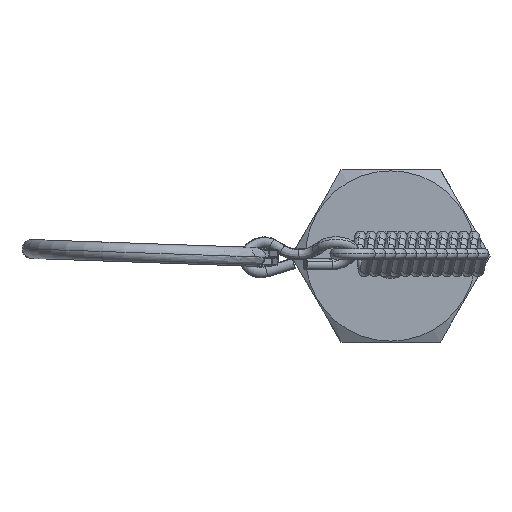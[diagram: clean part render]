
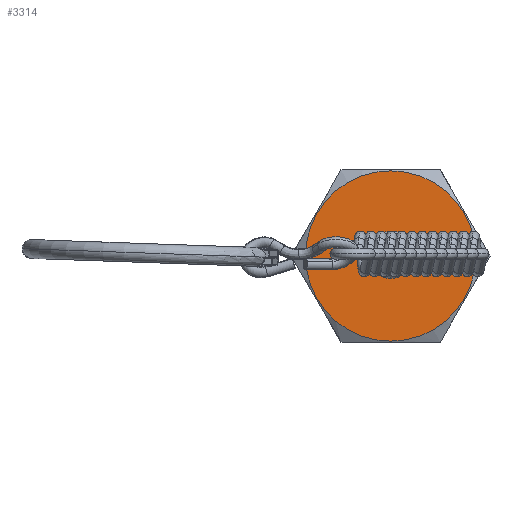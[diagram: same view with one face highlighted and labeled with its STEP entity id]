
A CAD part, left-side view. The second image highlights one B-rep face of the part: STEP entity #3314.
In plain terms, the highlighted planar face has unit normal (-1, 0, 0).
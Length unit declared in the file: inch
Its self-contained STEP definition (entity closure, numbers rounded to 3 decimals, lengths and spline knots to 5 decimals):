
#502 = ORIENTED_EDGE ( 'NONE', *, *, #9435, .F. ) ;
#823 = CIRCLE ( 'NONE', #7467, 0.06425 ) ;
#1126 = VERTEX_POINT ( 'NONE', #11059 ) ;
#1325 = EDGE_CURVE ( 'NONE', #9280, #1126, #823, .T. ) ;
#1805 = CARTESIAN_POINT ( 'NONE',  ( -1.12, 0., 0. ) ) ;
#2484 = DIRECTION ( 'NONE',  ( -1., 0., 0. ) ) ;
#3314 = ADVANCED_FACE ( 'NONE', ( #4879, #8587 ), #9244, .F. ) ;
#3486 = DIRECTION ( 'NONE',  ( -1., 0., 0. ) ) ;
#3879 = EDGE_LOOP ( 'NONE', ( #4588, #5657 ) ) ;
#4026 = CARTESIAN_POINT ( 'NONE',  ( -1.12, 0., 0. ) ) ;
#4333 = CIRCLE ( 'NONE', #6751, 0.06425 ) ;
#4339 = VERTEX_POINT ( 'NONE', #8440 ) ;
#4428 = DIRECTION ( 'NONE',  ( -1., 0., 0. ) ) ;
#4588 = ORIENTED_EDGE ( 'NONE', *, *, #11196, .T. ) ;
#4879 = FACE_BOUND ( 'NONE', #8188, .T. ) ;
#5493 = CARTESIAN_POINT ( 'NONE',  ( -1.12, 0., 0. ) ) ;
#5657 = ORIENTED_EDGE ( 'NONE', *, *, #11122, .T. ) ;
#6069 = AXIS2_PLACEMENT_3D ( 'NONE', #11946, #6290, #11034 ) ;
#6286 = DIRECTION ( 'NONE',  ( 0., 0., 1. ) ) ;
#6290 = DIRECTION ( 'NONE',  ( 1., 0., 0. ) ) ;
#6453 = DIRECTION ( 'NONE',  ( -1., 0., 0. ) ) ;
#6751 = AXIS2_PLACEMENT_3D ( 'NONE', #5493, #4428, #7219 ) ;
#7125 = DIRECTION ( 'NONE',  ( 0., 0., 1. ) ) ;
#7219 = DIRECTION ( 'NONE',  ( 0., 0., 1. ) ) ;
#7467 = AXIS2_PLACEMENT_3D ( 'NONE', #1805, #6453, #9182 ) ;
#7715 = CIRCLE ( 'NONE', #7941, 0.495 ) ;
#7941 = AXIS2_PLACEMENT_3D ( 'NONE', #4026, #3486, #6286 ) ;
#8188 = EDGE_LOOP ( 'NONE', ( #12078, #502 ) ) ;
#8440 = CARTESIAN_POINT ( 'NONE',  ( -1.12, 0., -0.495 ) ) ;
#8473 = CARTESIAN_POINT ( 'NONE',  ( -1.12, 0., 0.495 ) ) ;
#8587 = FACE_OUTER_BOUND ( 'NONE', #3879, .T. ) ;
#8684 = CARTESIAN_POINT ( 'NONE',  ( -1.12, 0., 0.06425 ) ) ;
#8971 = AXIS2_PLACEMENT_3D ( 'NONE', #9020, #2484, #7125 ) ;
#9020 = CARTESIAN_POINT ( 'NONE',  ( -1.12, 0., 0. ) ) ;
#9182 = DIRECTION ( 'NONE',  ( 0., 0., 1. ) ) ;
#9244 = PLANE ( 'NONE',  #6069 ) ;
#9280 = VERTEX_POINT ( 'NONE', #8684 ) ;
#9435 = EDGE_CURVE ( 'NONE', #1126, #9280, #4333, .T. ) ;
#10957 = VERTEX_POINT ( 'NONE', #8473 ) ;
#11034 = DIRECTION ( 'NONE',  ( 0., 0., -1. ) ) ;
#11059 = CARTESIAN_POINT ( 'NONE',  ( -1.12, 0., -0.06425 ) ) ;
#11122 = EDGE_CURVE ( 'NONE', #10957, #4339, #7715, .T. ) ;
#11196 = EDGE_CURVE ( 'NONE', #4339, #10957, #11526, .T. ) ;
#11526 = CIRCLE ( 'NONE', #8971, 0.495 ) ;
#11946 = CARTESIAN_POINT ( 'NONE',  ( -1.12, 0.28868, 0.5 ) ) ;
#12078 = ORIENTED_EDGE ( 'NONE', *, *, #1325, .F. ) ;
